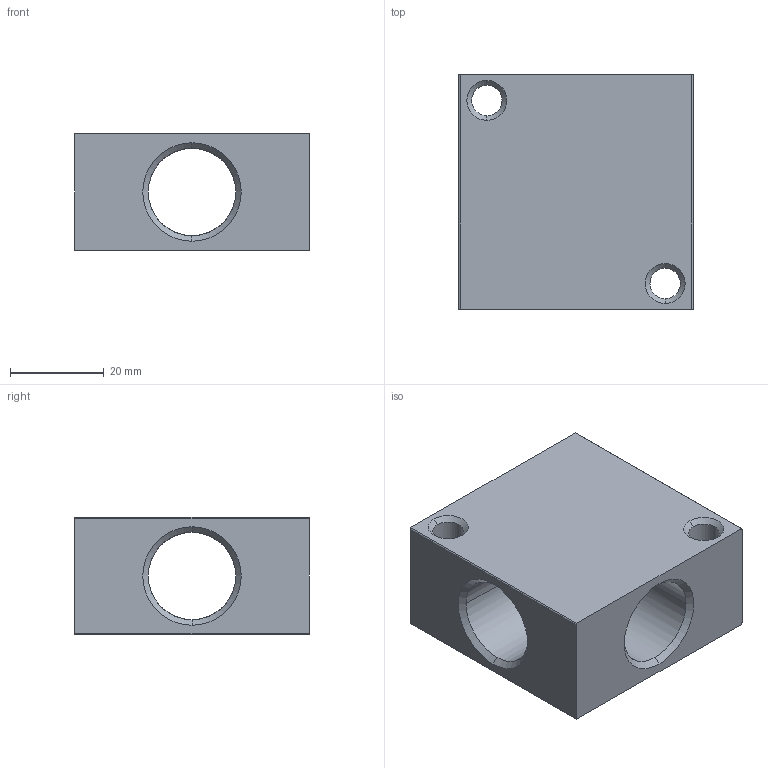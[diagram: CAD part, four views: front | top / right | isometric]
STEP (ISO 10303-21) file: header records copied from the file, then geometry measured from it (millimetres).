
FILE_DESCRIPTION(('STEP AP214'),'1');
FILE_NAME('3312_00_21.stp','2016-07-07T14:26:15',('TraceParts'),('TraceParts S.A.'),'Spatial InterOp 3D',' ',' ');
FILE_SCHEMA(('automotive_design'));
Length unit declared in the file: millimetre
Products named in the file (1): Solide1
Bounding box: 50 x 50 x 25 mm (x, y, z)
Volume: 37676.4 mm3; surface area: 14041.6 mm2
Topology: 1 solids, 1 shells, 38 faces, 116 edges, 78 vertices
Faces by surface type: cone 16, cylinder 16, plane 6
Entity records: 1696 total; most frequent: DIRECTION 266, CARTESIAN_POINT 233, ORIENTED_EDGE 232, EDGE_CURVE 116, AXIS2_PLACEMENT_3D 111, VERTEX_POINT 78, CIRCLE 64, EDGE_LOOP 46
